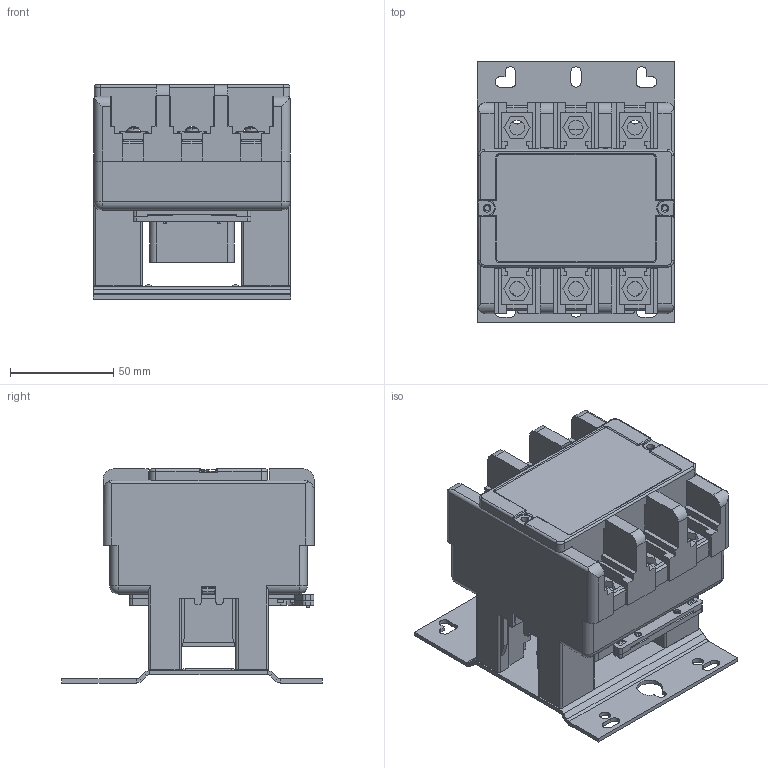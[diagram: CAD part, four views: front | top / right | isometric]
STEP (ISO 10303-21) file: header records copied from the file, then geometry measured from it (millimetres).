
FILE_DESCRIPTION((''),'2;1');
FILE_NAME('SA_3P_7590A_ASM','2021-06-11T',('LESTER'),(''),'PRO/ENGINEER BY PARAMETRIC TECHNOLOGY CORPORATION, 2017170','PRO/ENGINEER BY PARAMETRIC TECHNOLOGY CORPORATION, 2017170','');
FILE_SCHEMA(('CONFIG_CONTROL_DESIGN'));
Length unit declared in the file: millimetre
Products named in the file (12): PRODUCT_25147; PRODUCT_70865; PRODUCT_34854; __1_5; PRODUCT_14508_ASM; PRODUCT_24818; ST4_20; PRODUCT_14085_ASM; PRODUCT_10545; PRODUCT_43065; ASM0002_ASM; SA_3P_7590A_ASM
Assembly tree (12 placements, depth 4):
  SA_3P_7590A_ASM
    ASM0002_ASM
      PRODUCT_25147
      PRODUCT_14508_ASM
        PRODUCT_70865
        PRODUCT_34854
        __1_5  x2
      PRODUCT_14085_ASM
        PRODUCT_24818
        ST4_20
      PRODUCT_10545
      PRODUCT_43065
Bounding box: 95.5 x 126 x 103.5 mm (x, y, z)
Surface area: 176462.1 mm2 (no closed solid volume)
Topology: 0 solids, 9 shells, 1957 faces, 5276 edges, 3341 vertices
Faces by surface type: plane 1102, cylinder 648, torus 103, sphere 48, cone 34, bspline 22
Entity records: 62544 total; most frequent: CARTESIAN_POINT 12738, ORIENTED_EDGE 10416, DIRECTION 10328, EDGE_CURVE 5208, VECTOR 3680, LINE 3680, VERTEX_POINT 3330, AXIS2_PLACEMENT_3D 3324
